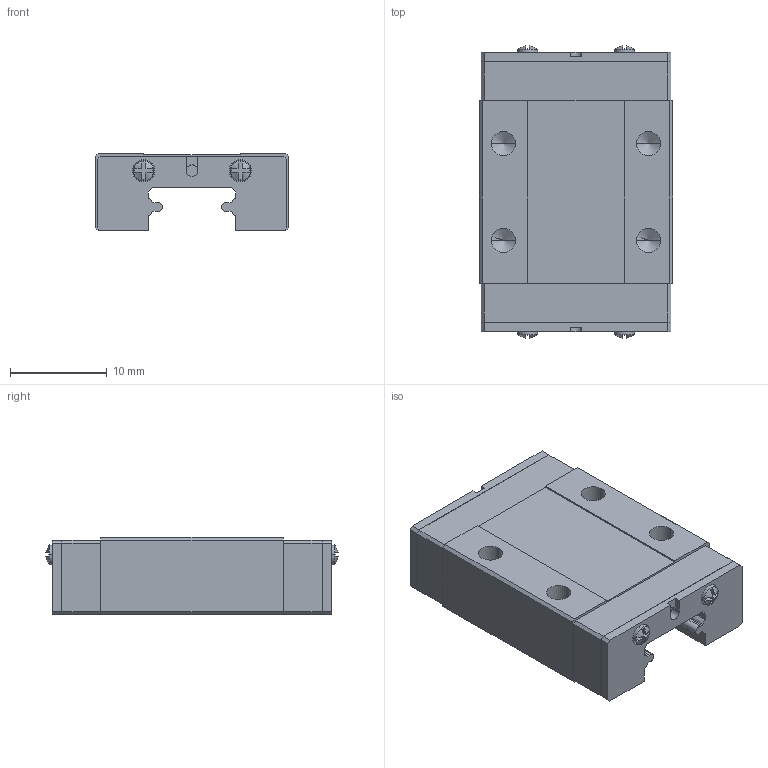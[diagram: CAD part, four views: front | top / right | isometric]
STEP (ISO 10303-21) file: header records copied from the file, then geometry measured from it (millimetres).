
FILE_DESCRIPTION(('STEP AP214'),'1');
FILE_NAME('cctmp_F5A36647-76FA-4DD3-AD11-B2BD8D864E73_2021_06_26_08_07_12_0056..stp','2021-06-26T06:07:12',('HIWIN GmbH'),('CADClick - www.CADClick.com'),'Spatial InterOp 3D',' ','unknown authorization');
FILE_SCHEMA(('AUTOMOTIVE_DESIGN'));
Length unit declared in the file: millimetre
Products named in the file (1): MGN09CZ0HM_FILE
Bounding box: 20 x 30.25 x 8 mm (x, y, z)
Volume: 3348.6 mm3; surface area: 2364.8 mm2
Topology: 1 solids, 3 shells, 214 faces, 572 edges, 368 vertices
Faces by surface type: plane 134, cylinder 52, cone 28
Entity records: 8236 total; most frequent: CARTESIAN_POINT 1259, ORIENTED_EDGE 1128, DIRECTION 1054, EDGE_CURVE 564, LINE 392, VECTOR 392, VERTEX_POINT 368, AXIS2_PLACEMENT_3D 331
